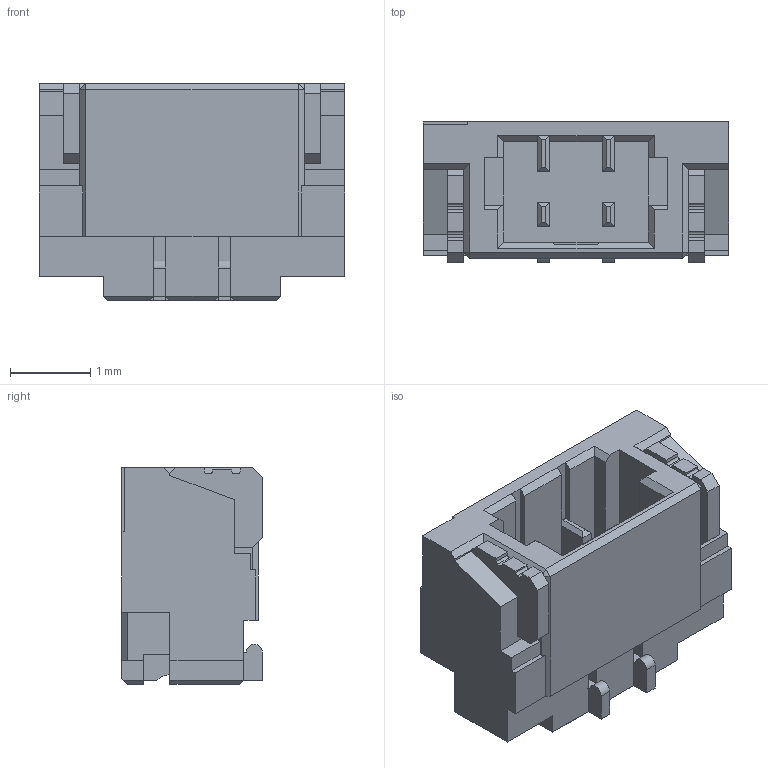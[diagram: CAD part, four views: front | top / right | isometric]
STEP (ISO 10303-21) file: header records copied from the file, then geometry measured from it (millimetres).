
FILE_DESCRIPTION (( 'STEP AP214' ), '1' );
FILE_NAME ('SM02B-SURS-TF(LF)(SN).STEP', '2021-01-13T18:17:24', ( '' ), ( '' ), 'SwSTEP 2.0', 'SolidWorks 2017', '' );
FILE_SCHEMA (( 'AUTOMOTIVE_DESIGN' ));
Length unit declared in the file: millimetre
Products named in the file (2): SM02B-SURS-TF(LF)(SN)
Assembly tree (1 placements, depth 2):
  SM02B-SURS-TF(LF)(SN)
    SM02B-SURS-TF(LF)(SN)
Bounding box: 3.8 x 1.75 x 2.7 mm (x, y, z)
Volume: 10.9 mm3; surface area: 74.8 mm2
Topology: 5 solids, 5 shells, 219 faces, 604 edges, 390 vertices
Faces by surface type: plane 205, cylinder 14
Entity records: 6920 total; most frequent: CARTESIAN_POINT 1217, ORIENTED_EDGE 1208, DIRECTION 1078, EDGE_CURVE 604, LINE 576, VECTOR 576, VERTEX_POINT 390, AXIS2_PLACEMENT_3D 251
